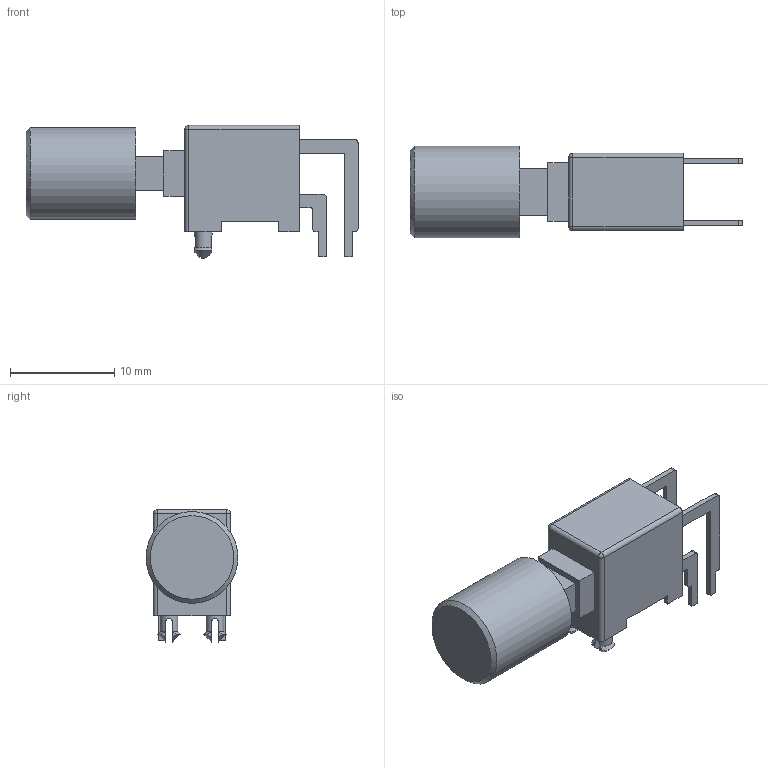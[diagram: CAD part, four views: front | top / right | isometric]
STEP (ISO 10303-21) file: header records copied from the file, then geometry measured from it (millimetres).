
FILE_DESCRIPTION((''),'2;1');
FILE_NAME('PB400xxQR1BLK.stp','2017-12-20T12:49:07',('mroman'),(''),'Autodesk Inventor 2012','Autodesk Inventor 2012','');
FILE_SCHEMA(('CONFIG_CONTROL_DESIGN'));
Length unit declared in the file: inch
Products named in the file (1): PB400xxQR1BLK
Bounding box: 31.81 x 8.8 x 12.75 mm (x, y, z)
Volume: 1339.8 mm3; surface area: 1714.3 mm2
Topology: 1 solids, 1 shells, 159 faces, 440 edges, 288 vertices
Faces by surface type: plane 121, cylinder 27, cone 9, sphere 2
Full cylindrical faces by diameter (mm): 1.7 x2, 7.3 x1, 8.8 x1
Entity records: 5038 total; most frequent: CARTESIAN_POINT 1011, ORIENTED_EDGE 866, DIRECTION 777, EDGE_CURVE 433, VECTOR 337, LINE 337, VERTEX_POINT 286, AXIS2_PLACEMENT_3D 220
